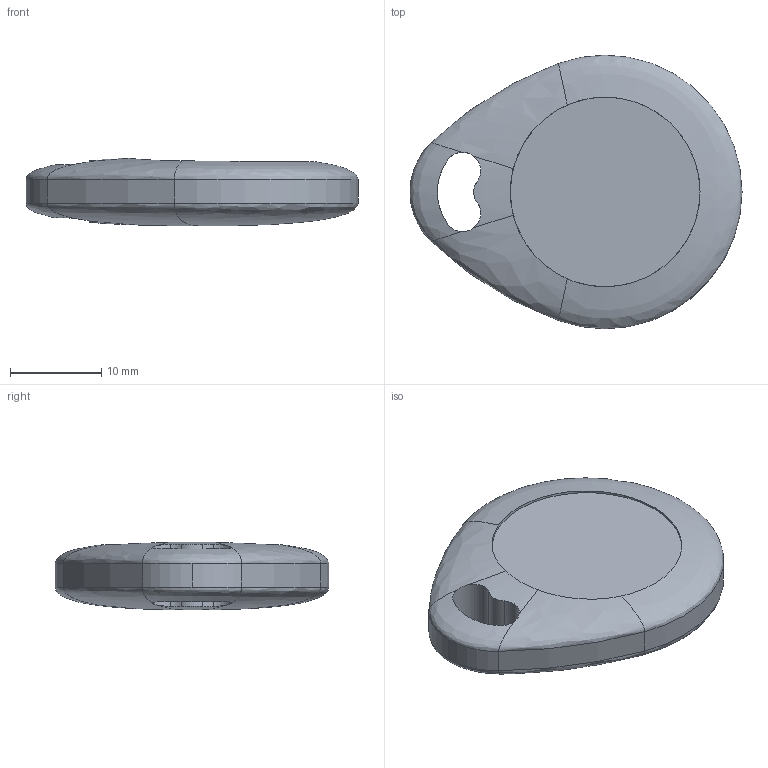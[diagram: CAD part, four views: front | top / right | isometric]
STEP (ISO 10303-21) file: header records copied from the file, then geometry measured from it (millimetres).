
FILE_DESCRIPTION (( 'STEP AP214' ), '1' );
FILE_NAME ('396P2EM1.STEP', '2021-07-30T07:05:51', ( '' ), ( '' ), 'SwSTEP 2.0', 'SolidWorks 2020', '' );
FILE_SCHEMA (( 'AUTOMOTIVE_DESIGN' ));
Length unit declared in the file: millimetre
Products named in the file (1): 396P2EM1
Bounding box: 36.4 x 30 x 7.45 mm (x, y, z)
Volume: 4686.8 mm3; surface area: 2128.9 mm2
Topology: 1 solids, 1 shells, 24 faces, 67 edges, 39 vertices
Faces by surface type: cylinder 13, bspline 10, plane 1
Entity records: 1021 total; most frequent: CARTESIAN_POINT 499, ORIENTED_EDGE 126, DIRECTION 67, EDGE_CURVE 63, VERTEX_POINT 39, B_SPLINE_CURVE_WITH_KNOTS 38, AXIS2_PLACEMENT_3D 27, ADVANCED_FACE 24
